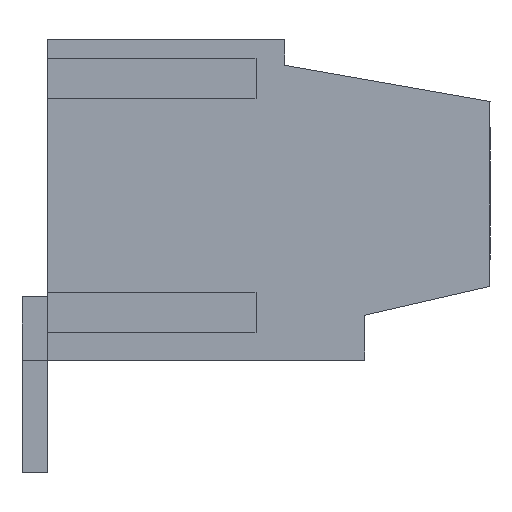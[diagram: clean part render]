
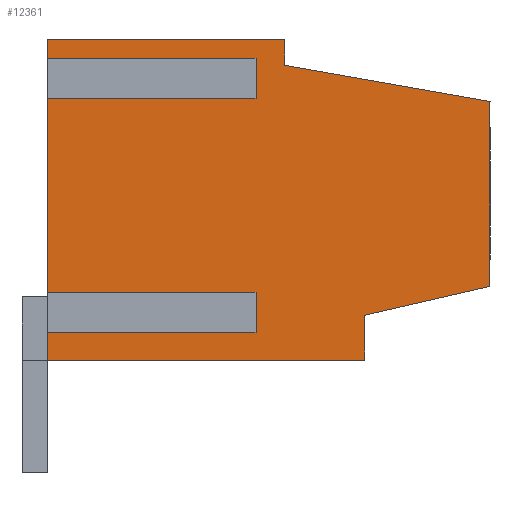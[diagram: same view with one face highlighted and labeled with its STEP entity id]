
A CAD part, left-side view. The second image highlights one B-rep face of the part: STEP entity #12361.
In plain terms, the highlighted planar face has unit normal (-1, 0, 0).
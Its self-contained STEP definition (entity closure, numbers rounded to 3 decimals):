
#12229=AXIS2_PLACEMENT_3D('Plane Axis2P3D',#12226,#12227,#12228) ;
#12226=CARTESIAN_POINT('Axis2P3D Location',(0.55,14.6,0.)) ;
#12231=CARTESIAN_POINT('Line Origine',(0.55,13.8,8.65)) ;
#12235=CARTESIAN_POINT('Vertex',(0.55,13.8,11.994)) ;
#12237=CARTESIAN_POINT('Vertex',(0.55,13.8,5.306)) ;
#12240=CARTESIAN_POINT('Line Origine',(0.55,10.55,5.306)) ;
#12244=CARTESIAN_POINT('Vertex',(0.55,7.3,5.306)) ;
#12247=CARTESIAN_POINT('Line Origine',(0.55,7.3,5.)) ;
#12251=CARTESIAN_POINT('Vertex',(0.55,7.3,4.694)) ;
#12254=CARTESIAN_POINT('Line Origine',(0.55,10.55,4.694)) ;
#12258=CARTESIAN_POINT('Vertex',(0.55,13.8,4.694)) ;
#12261=CARTESIAN_POINT('Line Origine',(0.55,13.8,4.097)) ;
#12265=CARTESIAN_POINT('Vertex',(0.55,13.8,3.5)) ;
#12268=CARTESIAN_POINT('Line Origine',(0.55,8.85,3.5)) ;
#12272=CARTESIAN_POINT('Vertex',(0.55,3.9,3.5)) ;
#12275=CARTESIAN_POINT('Line Origine',(0.55,3.9,4.2)) ;
#12279=CARTESIAN_POINT('Vertex',(0.55,3.9,4.9)) ;
#12282=CARTESIAN_POINT('Line Origine',(0.55,1.95,5.35)) ;
#12286=CARTESIAN_POINT('Vertex',(0.55,0.,5.8)) ;
#12289=CARTESIAN_POINT('Line Origine',(0.55,0.,8.686)) ;
#12293=CARTESIAN_POINT('Vertex',(0.55,0.,11.572)) ;
#12296=CARTESIAN_POINT('Line Origine',(0.55,3.2,12.136)) ;
#12300=CARTESIAN_POINT('Vertex',(0.55,6.4,12.7)) ;
#12303=CARTESIAN_POINT('Line Origine',(0.55,6.4,13.1)) ;
#12307=CARTESIAN_POINT('Vertex',(0.55,6.4,13.5)) ;
#12310=CARTESIAN_POINT('Line Origine',(0.55,10.1,13.5)) ;
#12314=CARTESIAN_POINT('Vertex',(0.55,13.8,13.5)) ;
#12317=CARTESIAN_POINT('Line Origine',(0.55,13.8,13.053)) ;
#12321=CARTESIAN_POINT('Vertex',(0.55,13.8,12.606)) ;
#12324=CARTESIAN_POINT('Line Origine',(0.55,10.55,12.606)) ;
#12328=CARTESIAN_POINT('Vertex',(0.55,7.3,12.606)) ;
#12331=CARTESIAN_POINT('Line Origine',(0.55,7.3,12.3)) ;
#12335=CARTESIAN_POINT('Vertex',(0.55,7.3,11.994)) ;
#12338=CARTESIAN_POINT('Line Origine',(0.55,10.55,11.994)) ;
#12227=DIRECTION('Axis2P3D Direction',(-1.,0.,0.)) ;
#12228=DIRECTION('Axis2P3D XDirection',(0.,-1.,0.)) ;
#12232=DIRECTION('Vector Direction',(0.,0.,-1.)) ;
#12241=DIRECTION('Vector Direction',(0.,-1.,0.)) ;
#12248=DIRECTION('Vector Direction',(0.,0.,-1.)) ;
#12255=DIRECTION('Vector Direction',(0.,-1.,0.)) ;
#12262=DIRECTION('Vector Direction',(0.,0.,-1.)) ;
#12269=DIRECTION('Vector Direction',(0.,-1.,0.)) ;
#12276=DIRECTION('Vector Direction',(0.,0.,1.)) ;
#12283=DIRECTION('Vector Direction',(0.,-0.974,0.225)) ;
#12290=DIRECTION('Vector Direction',(0.,0.,1.)) ;
#12297=DIRECTION('Vector Direction',(0.,0.985,0.174)) ;
#12304=DIRECTION('Vector Direction',(0.,0.,1.)) ;
#12311=DIRECTION('Vector Direction',(0.,1.,0.)) ;
#12318=DIRECTION('Vector Direction',(0.,0.,-1.)) ;
#12325=DIRECTION('Vector Direction',(0.,-1.,0.)) ;
#12332=DIRECTION('Vector Direction',(0.,0.,-1.)) ;
#12339=DIRECTION('Vector Direction',(0.,-1.,0.)) ;
#12233=VECTOR('Line Direction',#12232,1.) ;
#12242=VECTOR('Line Direction',#12241,1.) ;
#12249=VECTOR('Line Direction',#12248,1.) ;
#12256=VECTOR('Line Direction',#12255,1.) ;
#12263=VECTOR('Line Direction',#12262,1.) ;
#12270=VECTOR('Line Direction',#12269,1.) ;
#12277=VECTOR('Line Direction',#12276,1.) ;
#12284=VECTOR('Line Direction',#12283,1.) ;
#12291=VECTOR('Line Direction',#12290,1.) ;
#12298=VECTOR('Line Direction',#12297,1.) ;
#12305=VECTOR('Line Direction',#12304,1.) ;
#12312=VECTOR('Line Direction',#12311,1.) ;
#12319=VECTOR('Line Direction',#12318,1.) ;
#12326=VECTOR('Line Direction',#12325,1.) ;
#12333=VECTOR('Line Direction',#12332,1.) ;
#12340=VECTOR('Line Direction',#12339,1.) ;
#12344=ORIENTED_EDGE('',*,*,#12239,.T.) ;
#12345=ORIENTED_EDGE('',*,*,#12246,.T.) ;
#12346=ORIENTED_EDGE('',*,*,#12253,.T.) ;
#12347=ORIENTED_EDGE('',*,*,#12260,.F.) ;
#12348=ORIENTED_EDGE('',*,*,#12267,.T.) ;
#12349=ORIENTED_EDGE('',*,*,#12274,.T.) ;
#12350=ORIENTED_EDGE('',*,*,#12281,.T.) ;
#12351=ORIENTED_EDGE('',*,*,#12288,.T.) ;
#12352=ORIENTED_EDGE('',*,*,#12295,.T.) ;
#12353=ORIENTED_EDGE('',*,*,#12302,.T.) ;
#12354=ORIENTED_EDGE('',*,*,#12309,.T.) ;
#12355=ORIENTED_EDGE('',*,*,#12316,.T.) ;
#12356=ORIENTED_EDGE('',*,*,#12323,.T.) ;
#12357=ORIENTED_EDGE('',*,*,#12330,.T.) ;
#12358=ORIENTED_EDGE('',*,*,#12337,.T.) ;
#12359=ORIENTED_EDGE('',*,*,#12342,.F.) ;
#12361=ADVANCED_FACE('HOUSING',(#12360),#12230,.T.) ;
#12239=EDGE_CURVE('',#12236,#12238,#12234,.T.) ;
#12246=EDGE_CURVE('',#12238,#12245,#12243,.T.) ;
#12253=EDGE_CURVE('',#12245,#12252,#12250,.T.) ;
#12260=EDGE_CURVE('',#12259,#12252,#12257,.T.) ;
#12267=EDGE_CURVE('',#12259,#12266,#12264,.T.) ;
#12274=EDGE_CURVE('',#12266,#12273,#12271,.T.) ;
#12281=EDGE_CURVE('',#12273,#12280,#12278,.T.) ;
#12288=EDGE_CURVE('',#12280,#12287,#12285,.T.) ;
#12295=EDGE_CURVE('',#12287,#12294,#12292,.T.) ;
#12302=EDGE_CURVE('',#12294,#12301,#12299,.T.) ;
#12309=EDGE_CURVE('',#12301,#12308,#12306,.T.) ;
#12316=EDGE_CURVE('',#12308,#12315,#12313,.T.) ;
#12323=EDGE_CURVE('',#12315,#12322,#12320,.T.) ;
#12330=EDGE_CURVE('',#12322,#12329,#12327,.T.) ;
#12337=EDGE_CURVE('',#12329,#12336,#12334,.T.) ;
#12342=EDGE_CURVE('',#12236,#12336,#12341,.T.) ;
#12343=EDGE_LOOP('',(#12344,#12345,#12346,#12347,#12348,#12349,#12350,#12351,#12352,#12353,#12354,#12355,#12356,#12357,#12358,#12359)) ;
#12360=FACE_OUTER_BOUND('',#12343,.T.) ;
#12234=LINE('Line',#12231,#12233) ;
#12243=LINE('Line',#12240,#12242) ;
#12250=LINE('Line',#12247,#12249) ;
#12257=LINE('Line',#12254,#12256) ;
#12264=LINE('Line',#12261,#12263) ;
#12271=LINE('Line',#12268,#12270) ;
#12278=LINE('Line',#12275,#12277) ;
#12285=LINE('Line',#12282,#12284) ;
#12292=LINE('Line',#12289,#12291) ;
#12299=LINE('Line',#12296,#12298) ;
#12306=LINE('Line',#12303,#12305) ;
#12313=LINE('Line',#12310,#12312) ;
#12320=LINE('Line',#12317,#12319) ;
#12327=LINE('Line',#12324,#12326) ;
#12334=LINE('Line',#12331,#12333) ;
#12341=LINE('Line',#12338,#12340) ;
#12230=PLANE('',#12229) ;
#12236=VERTEX_POINT('',#12235) ;
#12238=VERTEX_POINT('',#12237) ;
#12245=VERTEX_POINT('',#12244) ;
#12252=VERTEX_POINT('',#12251) ;
#12259=VERTEX_POINT('',#12258) ;
#12266=VERTEX_POINT('',#12265) ;
#12273=VERTEX_POINT('',#12272) ;
#12280=VERTEX_POINT('',#12279) ;
#12287=VERTEX_POINT('',#12286) ;
#12294=VERTEX_POINT('',#12293) ;
#12301=VERTEX_POINT('',#12300) ;
#12308=VERTEX_POINT('',#12307) ;
#12315=VERTEX_POINT('',#12314) ;
#12322=VERTEX_POINT('',#12321) ;
#12329=VERTEX_POINT('',#12328) ;
#12336=VERTEX_POINT('',#12335) ;
